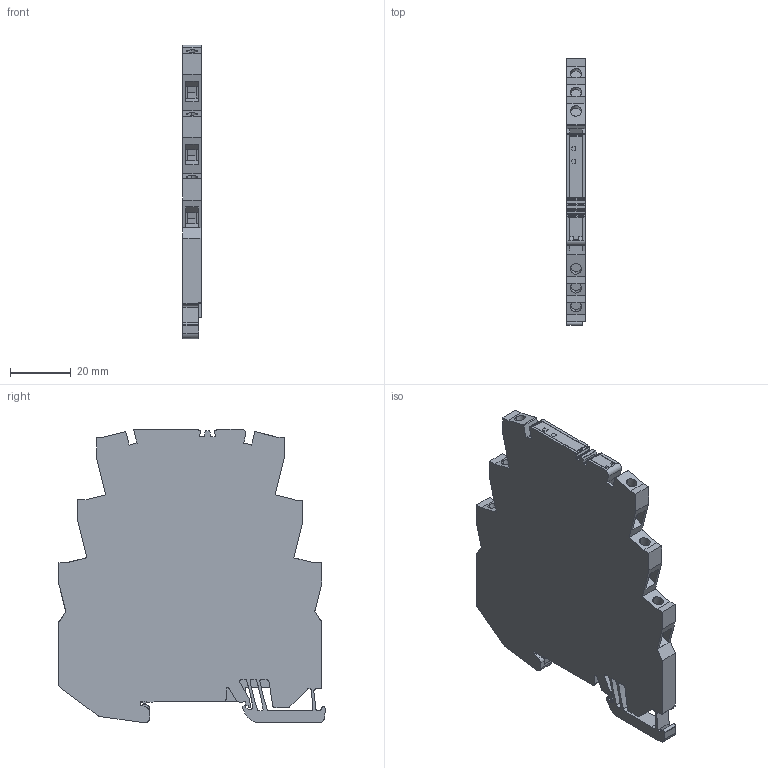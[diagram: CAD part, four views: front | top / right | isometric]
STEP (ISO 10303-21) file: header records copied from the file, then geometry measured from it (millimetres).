
FILE_DESCRIPTION(('CATIA V5 STEP Exchange','CAx-IF Rec.Pracs.--- Model Styling and Organization---1.5--- 2016-08-15','CAx-IF Rec.Pracs.---Supplemental Geometry---1.0---2011-11-01','CAx-IF Rec.Pracs.--- Composite Materials ---1.1---2010-07-15'),'2;1');
FILE_NAME ('6631968_5', '2025-09-23T06:45:13+00:00', ('none'), ('Weidmueller'), 'CATIA Version 5-6 Release 2024 SP4', 'CATIA V5 STEP AP214 v3', 'none');
FILE_SCHEMA(('AUTOMOTIVE_DESIGN { 1 0 10303 214 1 1 1 1 }'));
Length unit declared in the file: millimetre
Products named in the file (1): 8937970000
Bounding box: 6.05 x 88.1 x 97.05 mm (x, y, z)
Volume: 40302.2 mm3; surface area: 19434.9 mm2
Topology: 6 solids, 6 shells, 619 faces, 2006 edges, 1405 vertices
Faces by surface type: plane 402, cylinder 203, extrusion 9, bspline 3, cone 1, torus 1
Entity records: 22078 total; most frequent: CARTESIAN_POINT 4893, ORIENTED_EDGE 4012, DIRECTION 2890, EDGE_CURVE 2006, VECTOR 1499, LINE 1490, VERTEX_POINT 1405, AXIS2_PLACEMENT_3D 893
